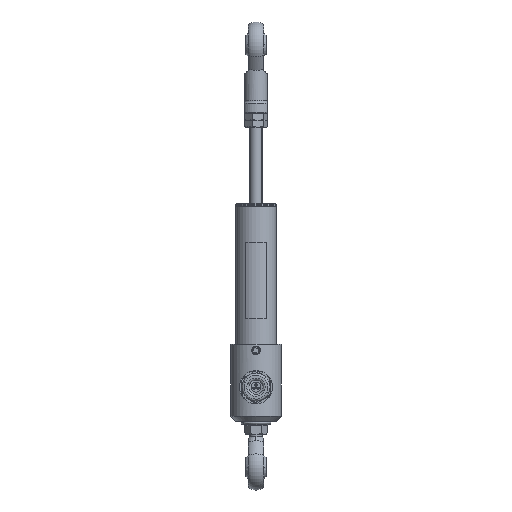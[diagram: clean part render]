
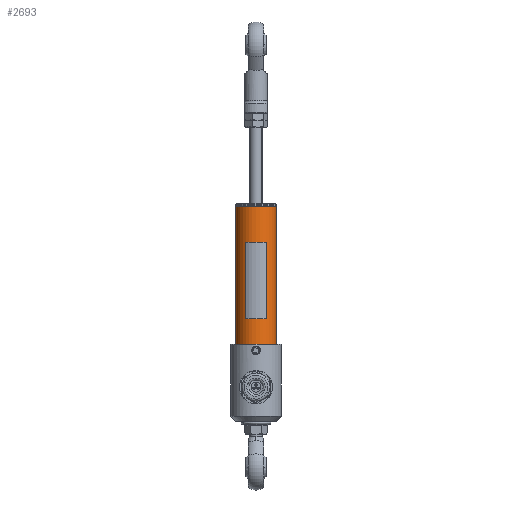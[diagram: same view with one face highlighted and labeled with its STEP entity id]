
A CAD part, front view. The second image highlights one B-rep face of the part: STEP entity #2693.
In plain terms, the highlighted cylindrical face has radius 8 mm (diameter 16 mm), a partial arc.
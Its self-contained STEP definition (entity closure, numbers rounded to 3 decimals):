
#1564 = VERTEX_POINT ( 'NONE', #4091 ) ;
#1566 = VERTEX_POINT ( 'NONE', #4085 ) ;
#1575 = VERTEX_POINT ( 'NONE', #4093 ) ;
#2091 = VERTEX_POINT ( 'NONE', #4149 ) ;
#2092 = EDGE_LOOP ( 'NONE', ( #2113, #2599, #2456, #2353 ) ) ;
#2096 = EDGE_CURVE ( 'NONE', #2091, #1575, #4197, .T. ) ;
#2098 = EDGE_CURVE ( 'NONE', #1566, #1564, #4152, .T. ) ;
#2113 = ORIENTED_EDGE ( 'NONE', *, *, #2096, .F. ) ;
#2353 = ORIENTED_EDGE ( 'NONE', *, *, #2678, .T. ) ;
#2456 = ORIENTED_EDGE ( 'NONE', *, *, #2098, .T. ) ;
#2599 = ORIENTED_EDGE ( 'NONE', *, *, #2682, .T. ) ;
#2678 = EDGE_CURVE ( 'NONE', #1564, #1575, #4664, .T. ) ;
#2682 = EDGE_CURVE ( 'NONE', #2091, #1566, #4723, .T. ) ;
#2693 = ADVANCED_FACE ( 'NONE', ( #4709 ), #4740, .T. ) ;
#4085 = CARTESIAN_POINT ( 'NONE',  ( 8., 0., -54.5 ) ) ;
#4091 = CARTESIAN_POINT ( 'NONE',  ( 8., 0., -0.15 ) ) ;
#4093 = CARTESIAN_POINT ( 'NONE',  ( -8., 0., -0.15 ) ) ;
#4149 = CARTESIAN_POINT ( 'NONE',  ( -8., 0., -54.5 ) ) ;
#4152 = LINE ( 'NONE', #4187, #4186 ) ;
#4185 = DIRECTION ( 'NONE',  ( 0., 0., 1. ) ) ;
#4186 = VECTOR ( 'NONE', #4185, 1000. ) ;
#4187 = CARTESIAN_POINT ( 'NONE',  ( 8., 0., -63.7 ) ) ;
#4194 = DIRECTION ( 'NONE',  ( 0., 0., 1. ) ) ;
#4195 = VECTOR ( 'NONE', #4194, 1000. ) ;
#4196 = CARTESIAN_POINT ( 'NONE',  ( -8., 0., -63.7 ) ) ;
#4197 = LINE ( 'NONE', #4196, #4195 ) ;
#4664 = CIRCLE ( 'NONE', #4720, 8. ) ;
#4677 = CARTESIAN_POINT ( 'NONE',  ( 0., 0., -0.15 ) ) ;
#4705 = DIRECTION ( 'NONE',  ( -1., 0., 0. ) ) ;
#4706 = DIRECTION ( 'NONE',  ( 0., 0., 1. ) ) ;
#4707 = CARTESIAN_POINT ( 'NONE',  ( 0., 0., -54.5 ) ) ;
#4709 = FACE_OUTER_BOUND ( 'NONE', #2092, .T. ) ;
#4710 = CARTESIAN_POINT ( 'NONE',  ( 0., 0., -63.7 ) ) ;
#4717 = AXIS2_PLACEMENT_3D ( 'NONE', #4707, #4706, #4705 ) ;
#4718 = DIRECTION ( 'NONE',  ( 1., 0., 0. ) ) ;
#4719 = DIRECTION ( 'NONE',  ( 0., 0., -1. ) ) ;
#4720 = AXIS2_PLACEMENT_3D ( 'NONE', #4677, #4719, #4718 ) ;
#4723 = CIRCLE ( 'NONE', #4717, 8. ) ;
#4740 = CYLINDRICAL_SURFACE ( 'NONE', #4742, 8. ) ;
#4742 = AXIS2_PLACEMENT_3D ( 'NONE', #4710, #4779, #4778 ) ;
#4778 = DIRECTION ( 'NONE',  ( 1., 0., 0. ) ) ;
#4779 = DIRECTION ( 'NONE',  ( 0., 0., 1. ) ) ;
